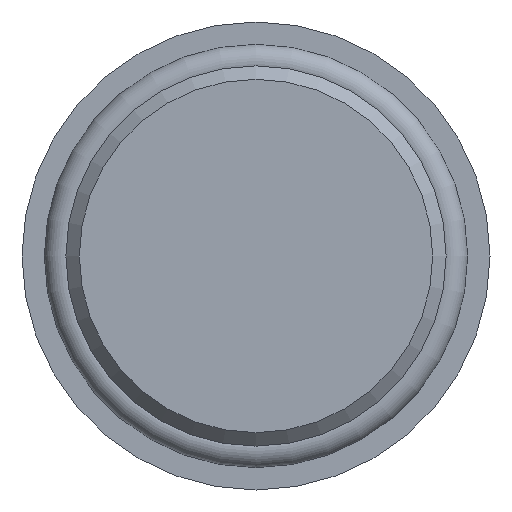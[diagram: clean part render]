
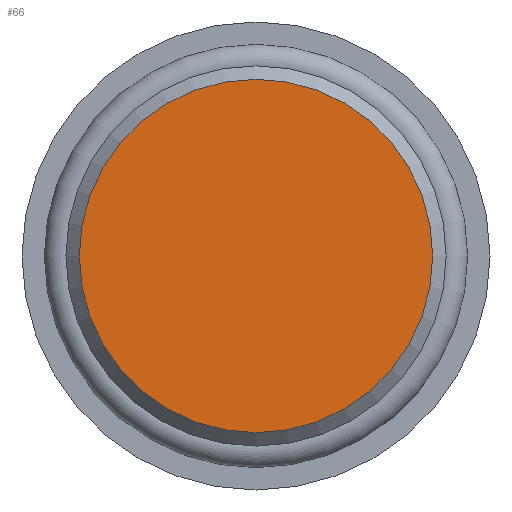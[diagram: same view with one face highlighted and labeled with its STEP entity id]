
A CAD part, front view. The second image highlights one B-rep face of the part: STEP entity #66.
In plain terms, the highlighted planar face has unit normal (0, -1, 0).
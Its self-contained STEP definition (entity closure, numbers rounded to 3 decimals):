
#66 = ADVANCED_FACE( '', ( #145 ), #146, .F. );
#145 = FACE_OUTER_BOUND( '', #234, .T. );
#146 = PLANE( '', #235 );
#234 = EDGE_LOOP( '', ( #352 ) );
#235 = AXIS2_PLACEMENT_3D( '', #353, #354, #355 );
#352 = ORIENTED_EDGE( '', *, *, #468, .T. );
#353 = CARTESIAN_POINT( '', ( 12.08, -14., 0. ) );
#354 = DIRECTION( '', ( 0., 1., 0. ) );
#355 = DIRECTION( '', ( 0., 0., 1. ) );
#468 = EDGE_CURVE( '', #539, #539, #540, .T. );
#539 = VERTEX_POINT( '', #633 );
#540 = CIRCLE( '', #634, 12.08 );
#633 = CARTESIAN_POINT( '', ( 0., -14., -12.08 ) );
#634 = AXIS2_PLACEMENT_3D( '', #788, #789, #790 );
#788 = CARTESIAN_POINT( '', ( 0., -14., 0. ) );
#789 = DIRECTION( '', ( 0., -1., 0. ) );
#790 = DIRECTION( '', ( 0., 0., -1. ) );
